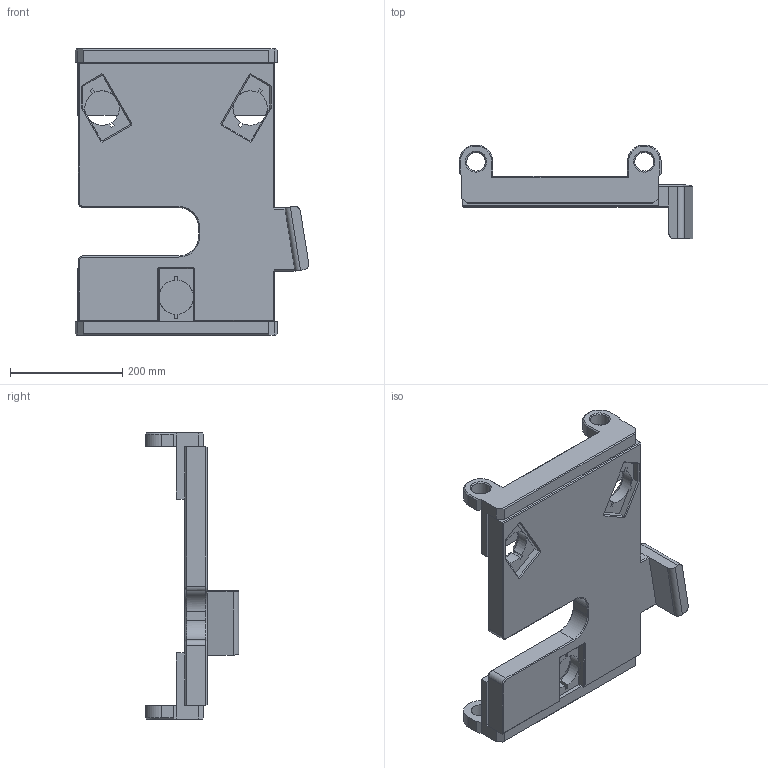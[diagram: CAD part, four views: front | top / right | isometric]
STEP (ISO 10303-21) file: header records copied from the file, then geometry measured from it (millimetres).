
FILE_DESCRIPTION ((), '1');
FILE_NAME ('coupling-rc3.stp', '2017-04-18T12:58:20', ('Unknown'), ('Unknown'), 'HarmonyWare STEP v1.7.11', 'HarmonyWare Translators', '');
FILE_SCHEMA (('CONFIG_CONTROL_DESIGN'));
Length unit declared in the file: centimetre
Products named in the file (3): coupling A 17-2-1: coupling A 17-2-1; coupling rc2
Bounding box: 416.58 x 166.25 x 510 mm (x, y, z)
Volume: 7570867.7 mm3; surface area: 684822 mm2
Topology: 3 solids, 3 shells, 289 faces, 716 edges, 435 vertices
Faces by surface type: bspline 289
Entity records: 10447 total; most frequent: CARTESIAN_POINT 5807, ORIENTED_EDGE 1432, EDGE_CURVE 716, B_SPLINE_CURVE_WITH_KNOTS 615, VERTEX_POINT 435, EDGE_LOOP 305, FACE_OUTER_BOUND 289, ADVANCED_FACE 289
